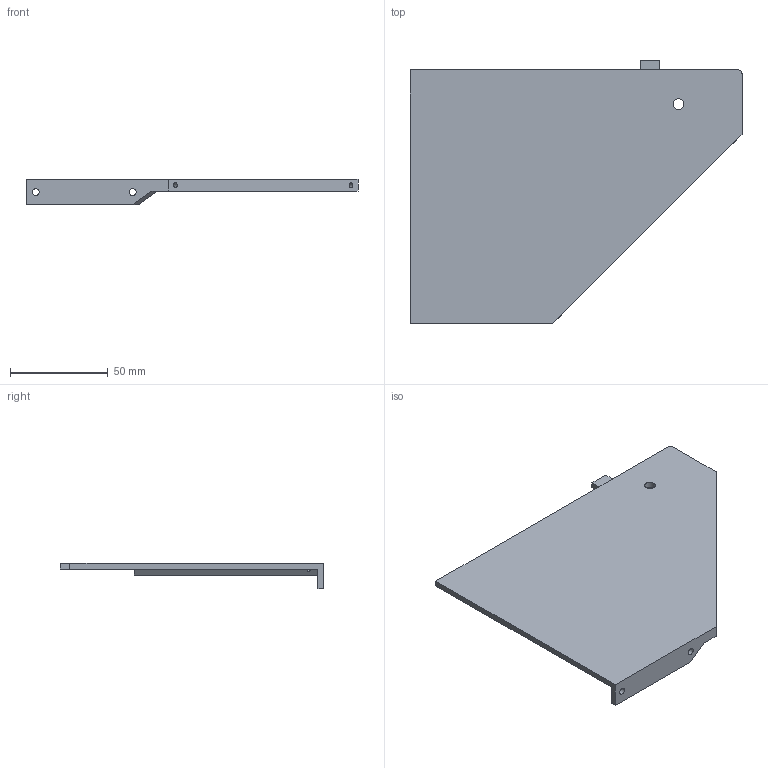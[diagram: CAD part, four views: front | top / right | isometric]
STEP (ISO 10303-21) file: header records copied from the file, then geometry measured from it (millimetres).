
FILE_DESCRIPTION(/* description */ ('STEP AP242','CAx-IF Rec.Pracs.---Representation and Presentation of Product Manufacturing Information (PMI)---4.0---2014-10-13','CAx-IF Rec.Pracs.---3D Tessellated Geometry---0.4---2014-09-14','2;1'),/* implementation_level */ '2;1');
FILE_NAME(/* name */ '6368295921873964c6ea3b5d',/* time_stamp */ '2022-11-06T21:38:36+00:00',/* author */ (''),/* organization */ (''),/* preprocessor_version */ 'ST-DEVELOPER v18.102',/* originating_system */ ' ',/* authorisation */ ' ');
FILE_SCHEMA (('AP242_MANAGED_MODEL_BASED_3D_ENGINEERING_MIM_LF { 1 0 10303 442 1 1 4 }'));
Length unit declared in the file: metre
Products named in the file (1): Right Panel
Bounding box: 170 x 135 x 13.05 mm (x, y, z)
Volume: 56494.2 mm3; surface area: 38810.4 mm2
Topology: 1 solids, 1 shells, 27 faces, 74 edges, 47 vertices
Faces by surface type: plane 21, cylinder 6
Full cylindrical faces by diameter (mm): 2.5 x2, 3.5 x2, 5.5 x1
Entity records: 847 total; most frequent: CARTESIAN_POINT 143, DIRECTION 137, ORIENTED_EDGE 134, EDGE_CURVE 67, LINE 51, VECTOR 51, VERTEX_POINT 45, AXIS2_PLACEMENT_3D 43
